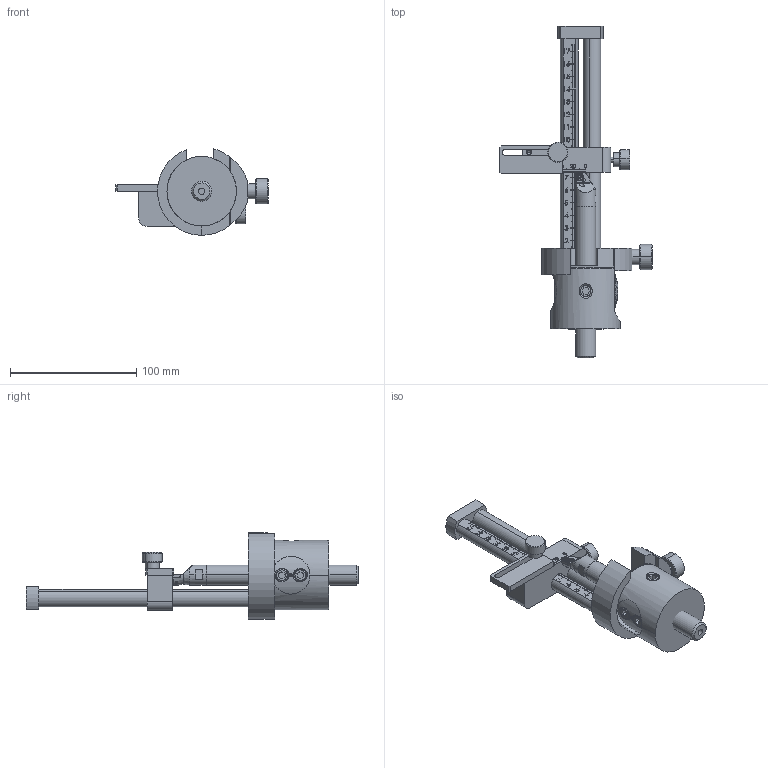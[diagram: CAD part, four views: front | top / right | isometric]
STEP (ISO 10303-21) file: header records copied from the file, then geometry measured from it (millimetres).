
FILE_DESCRIPTION (( 'STEP AP203' ), '1' );
FILE_NAME ('VA5-A55.090.160.STEP', '2017-11-10T09:04:35', ( 'SWIAdmin' ), ( 'Hewlett-Packard Company' ), 'SwSTEP 2.0', 'SolidWorks 2017', '' );
FILE_SCHEMA (( 'CONFIG_CONTROL_DESIGN' ));
Length unit declared in the file: millimetre
Products named in the file (37): U00-A55.011.000_C_Fertigbearbeitung; VA5-ER6.014.178_A_ohne skala; HS0-A18.K11.027; ISO 4026 - M10 x 16; A55-BG2.014.007_A; A55-BG1.DE1.041_A; VA5-ER3.036.018_A; VA5-A55.090.160; U00-A55.011.000_Mit Ausdrehstahl; A55-BG2.015.007_A; A55-BG1.012.007_B; VA5-ER4.070.014_A; HM1-U16.001.120_A; Magnet_Fxx_F55; A55-BG1.DE2.041; ISO 8734 - 6 x 16_PreviewCfg; HM1-BG1.010.025_A; A55-BG1.DE1.041; A55-BG2.012.006_B; A-Voreinstellung-Raendel-16-M4; U16-HS0.K01.120_A; A55-BG3.011.033_A_gek〉zt; A55-BG2.013.005_C; A-Voreinstellung-Raendel-20; HS0-A18.K11.027_B; ISO 4026 - M10 x 8; DIN 3771 - 25x1.5; VA5-ER7.022.050_A; VA5-ER1.070.021_A; WCA-ER2.001.006_A; WCB-ER2.001.009_A; ISO 4026 - M10 x 16_PreviewCfg; VA5-ER2.028.070_A; VA5-ER5.014.178_A; CCMT060204; Klebstoff D10; A55-BG2.011.016_D
Assembly tree (40 placements, depth 5):
  VA5-A55.090.160
    VA5-ER1.070.021_A
    VA5-ER5.014.178_A
    VA5-ER6.014.178_A_ohne skala
    VA5-ER3.036.018_A
    VA5-ER4.070.014_A
    ISO 8734 - 6 x 16_PreviewCfg  x2
    A-Voreinstellung-Raendel-16-M4  x2
    A-Voreinstellung-Raendel-20
    VA5-ER7.022.050_A
    VA5-ER2.028.070_A
    U00-A55.011.000_Mit Ausdrehstahl
      U00-A55.011.000_C_Fertigbearbeitung
      A55-BG1.DE1.041
        A55-BG1.DE2.041
          A55-BG1.DE1.041_A
          A55-BG1.012.007_B
        A55-BG2.012.006_B
        A55-BG2.013.005_C
        DIN 3771 - 25x1.5
        ISO 4026 - M10 x 16_PreviewCfg  x2
        A55-BG2.015.007_A
          A55-BG2.011.016_D
          A55-BG2.014.007_A
        Magnet_Fxx_F55
      A55-BG3.011.033_A_gek〉zt
      ISO 4026 - M10 x 8
      WCB-ER2.001.009_A
      Klebstoff D10
      ISO 4026 - M10 x 16  x2
    U16-HS0.K01.120_A
      HM1-U16.001.120_A
      HM1-BG1.010.025_A
    HS0-A18.K11.027
      HS0-A18.K11.027_B
      WCA-ER2.001.006_A
      CCMT060204
Bounding box: 120.65 x 263 x 68.69 mm (x, y, z)
Volume: 275582.5 mm3; surface area: 98830.5 mm2
Topology: 34 solids, 34 shells, 2496 faces, 6440 edges, 4074 vertices
Faces by surface type: plane 1654, cone 275, cylinder 259, bspline 240, torus 64, sphere 4
Entity records: 93449 total; most frequent: CARTESIAN_POINT 31943, ORIENTED_EDGE 12612, DIRECTION 10630, EDGE_CURVE 6306, LINE 4430, VECTOR 4430, VERTEX_POINT 4010, AXIS2_PLACEMENT_3D 3100
